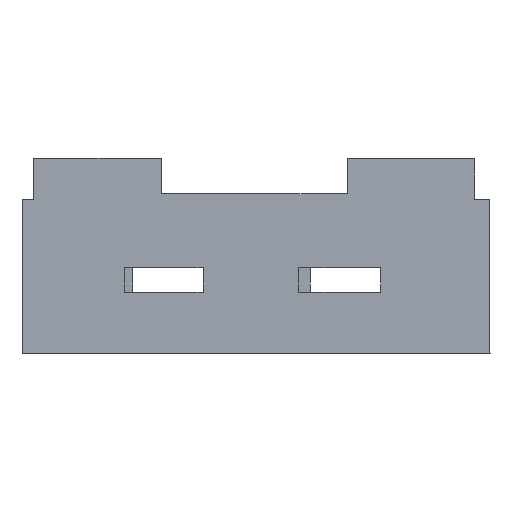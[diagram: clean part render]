
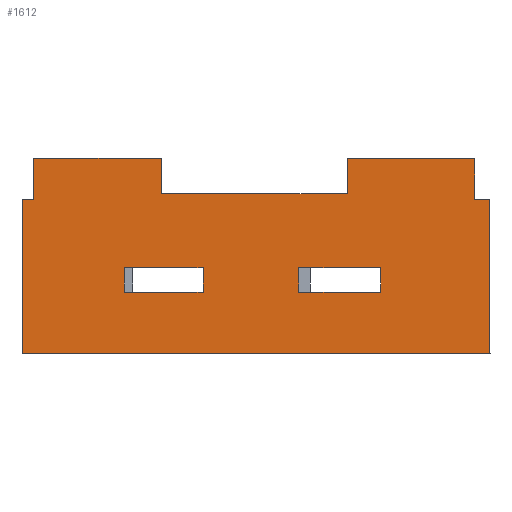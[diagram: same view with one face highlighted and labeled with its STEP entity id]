
A CAD part, left-side view. The second image highlights one B-rep face of the part: STEP entity #1612.
In plain terms, the highlighted planar face has unit normal (-1, 0, 0).
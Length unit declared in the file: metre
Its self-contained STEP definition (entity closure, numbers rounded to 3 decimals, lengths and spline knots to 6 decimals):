
#319=ORIENTED_EDGE('',*,*,#531,.T.);
#320=ORIENTED_EDGE('',*,*,#597,.F.);
#321=ORIENTED_EDGE('',*,*,#595,.F.);
#322=ORIENTED_EDGE('',*,*,#593,.T.);
#323=ORIENTED_EDGE('',*,*,#605,.T.);
#324=ORIENTED_EDGE('',*,*,#603,.F.);
#325=ORIENTED_EDGE('',*,*,#601,.T.);
#326=ORIENTED_EDGE('',*,*,#600,.T.);
#327=ORIENTED_EDGE('',*,*,#663,.F.);
#328=ORIENTED_EDGE('',*,*,#664,.T.);
#329=ORIENTED_EDGE('',*,*,#665,.F.);
#330=ORIENTED_EDGE('',*,*,#631,.F.);
#331=ORIENTED_EDGE('',*,*,#580,.F.);
#332=ORIENTED_EDGE('',*,*,#502,.F.);
#333=ORIENTED_EDGE('',*,*,#562,.T.);
#334=ORIENTED_EDGE('',*,*,#560,.F.);
#335=ORIENTED_EDGE('',*,*,#612,.T.);
#336=ORIENTED_EDGE('',*,*,#610,.T.);
#337=ORIENTED_EDGE('',*,*,#608,.T.);
#338=ORIENTED_EDGE('',*,*,#542,.F.);
#339=ORIENTED_EDGE('',*,*,#607,.F.);
#340=ORIENTED_EDGE('',*,*,#635,.T.);
#502=EDGE_CURVE('',#724,#725,#873,.T.);
#531=EDGE_CURVE('',#743,#744,#902,.T.);
#542=EDGE_CURVE('',#753,#754,#913,.T.);
#560=EDGE_CURVE('',#766,#767,#931,.T.);
#562=EDGE_CURVE('',#724,#767,#933,.T.);
#580=EDGE_CURVE('',#725,#777,#951,.T.);
#593=EDGE_CURVE('',#785,#743,#964,.T.);
#595=EDGE_CURVE('',#785,#786,#966,.T.);
#597=EDGE_CURVE('',#786,#744,#968,.T.);
#600=EDGE_CURVE('',#787,#788,#971,.T.);
#601=EDGE_CURVE('',#789,#787,#972,.T.);
#603=EDGE_CURVE('',#789,#790,#974,.T.);
#605=EDGE_CURVE('',#788,#790,#976,.T.);
#607=EDGE_CURVE('',#791,#753,#978,.T.);
#608=EDGE_CURVE('',#792,#754,#979,.T.);
#610=EDGE_CURVE('',#793,#792,#981,.T.);
#612=EDGE_CURVE('',#766,#793,#983,.T.);
#631=EDGE_CURVE('',#777,#800,#1002,.T.);
#635=EDGE_CURVE('',#791,#803,#1006,.T.);
#663=EDGE_CURVE('',#822,#803,#1034,.T.);
#664=EDGE_CURVE('',#822,#823,#1035,.T.);
#665=EDGE_CURVE('',#800,#823,#1036,.T.);
#724=VERTEX_POINT('',#2182);
#725=VERTEX_POINT('',#2184);
#743=VERTEX_POINT('',#2240);
#744=VERTEX_POINT('',#2241);
#753=VERTEX_POINT('',#2262);
#754=VERTEX_POINT('',#2264);
#766=VERTEX_POINT('',#2295);
#767=VERTEX_POINT('',#2297);
#777=VERTEX_POINT('',#2336);
#785=VERTEX_POINT('',#2362);
#786=VERTEX_POINT('',#2366);
#787=VERTEX_POINT('',#2372);
#788=VERTEX_POINT('',#2374);
#789=VERTEX_POINT('',#2378);
#790=VERTEX_POINT('',#2382);
#791=VERTEX_POINT('',#2388);
#792=VERTEX_POINT('',#2392);
#793=VERTEX_POINT('',#2396);
#800=VERTEX_POINT('',#2433);
#803=VERTEX_POINT('',#2439);
#822=VERTEX_POINT('',#2497);
#823=VERTEX_POINT('',#2499);
#873=LINE('',#2183,#1095);
#902=LINE('',#2239,#1124);
#913=LINE('',#2263,#1135);
#931=LINE('',#2296,#1153);
#933=LINE('',#2300,#1155);
#951=LINE('',#2335,#1173);
#964=LINE('',#2361,#1186);
#966=LINE('',#2365,#1188);
#968=LINE('',#2369,#1190);
#971=LINE('',#2375,#1193);
#972=LINE('',#2377,#1194);
#974=LINE('',#2381,#1196);
#976=LINE('',#2385,#1198);
#978=LINE('',#2389,#1200);
#979=LINE('',#2391,#1201);
#981=LINE('',#2395,#1203);
#983=LINE('',#2399,#1205);
#1002=LINE('',#2432,#1224);
#1006=LINE('',#2440,#1228);
#1034=LINE('',#2496,#1256);
#1035=LINE('',#2498,#1257);
#1036=LINE('',#2500,#1258);
#1095=VECTOR('',#1777,1.);
#1124=VECTOR('',#1824,1.);
#1135=VECTOR('',#1839,1.);
#1153=VECTOR('',#1861,1.);
#1155=VECTOR('',#1865,1.);
#1173=VECTOR('',#1899,1.);
#1186=VECTOR('',#1922,1.);
#1188=VECTOR('',#1926,1.);
#1190=VECTOR('',#1930,1.);
#1193=VECTOR('',#1935,1.);
#1194=VECTOR('',#1938,1.);
#1196=VECTOR('',#1942,1.);
#1198=VECTOR('',#1946,1.);
#1200=VECTOR('',#1950,1.);
#1201=VECTOR('',#1953,1.);
#1203=VECTOR('',#1957,1.);
#1205=VECTOR('',#1961,1.);
#1224=VECTOR('',#1996,1.);
#1228=VECTOR('',#2000,1.);
#1256=VECTOR('',#2048,1.);
#1257=VECTOR('',#2049,1.);
#1258=VECTOR('',#2050,1.);
#1345=EDGE_LOOP('',(#319,#320,#321,#322));
#1346=EDGE_LOOP('',(#323,#324,#325,#326));
#1347=EDGE_LOOP('',(#327,#328,#329,#330,#331,#332,#333,#334,#335,#336,#337,
#338,#339,#340));
#1442=FACE_BOUND('',#1345,.T.);
#1443=FACE_BOUND('',#1346,.T.);
#1444=FACE_BOUND('',#1347,.T.);
#1537=PLANE('',#1701);
#1612=ADVANCED_FACE('',(#1442,#1443,#1444),#1537,.T.);
#1701=AXIS2_PLACEMENT_3D('',#2495,#2046,#2047);
#1777=DIRECTION('',(0.,-1.,0.));
#1824=DIRECTION('',(0.,0.,1.));
#1839=DIRECTION('',(0.,-1.,0.));
#1861=DIRECTION('',(0.,-1.,0.));
#1865=DIRECTION('',(0.,0.,1.));
#1899=DIRECTION('',(0.,0.,-1.));
#1922=DIRECTION('',(0.,1.,0.));
#1926=DIRECTION('',(0.,0.,1.));
#1930=DIRECTION('',(0.,1.,0.));
#1935=DIRECTION('',(0.,0.,1.));
#1938=DIRECTION('',(0.,1.,0.));
#1942=DIRECTION('',(0.,0.,1.));
#1946=DIRECTION('',(0.,-1.,0.));
#1950=DIRECTION('',(0.,0.,1.));
#1953=DIRECTION('',(0.,0.,1.));
#1957=DIRECTION('',(0.,1.,0.));
#1961=DIRECTION('',(0.,0.,-1.));
#1996=DIRECTION('',(0.,-1.,0.));
#2000=DIRECTION('',(0.,1.,0.));
#2046=DIRECTION('',(-1.,0.,0.));
#2047=DIRECTION('',(0.,1.,0.));
#2048=DIRECTION('',(0.,0.,1.));
#2049=DIRECTION('',(0.,-1.,0.));
#2050=DIRECTION('',(0.,0.,-1.));
#2182=CARTESIAN_POINT('',(-0.0393,0.018859,-0.0604));
#2183=CARTESIAN_POINT('',(-0.0393,0.035,-0.0604));
#2184=CARTESIAN_POINT('',(-0.0393,0.01885,-0.0604));
#2239=CARTESIAN_POINT('',(-0.0393,0.04451,-0.0857));
#2240=CARTESIAN_POINT('',(-0.0393,0.04451,-0.0692));
#2241=CARTESIAN_POINT('',(-0.0393,0.04451,-0.0674));
#2262=CARTESIAN_POINT('',(-0.0393,0.05115,-0.0594));
#2263=CARTESIAN_POINT('',(-0.0393,0.023529,-0.0594));
#2264=CARTESIAN_POINT('',(-0.0393,0.0418,-0.0594));
#2295=CARTESIAN_POINT('',(-0.0393,0.0282,-0.0594));
#2296=CARTESIAN_POINT('',(-0.0393,0.023529,-0.0594));
#2297=CARTESIAN_POINT('',(-0.0393,0.018859,-0.0594));
#2300=CARTESIAN_POINT('',(-0.0393,0.018859,-0.0857));
#2335=CARTESIAN_POINT('',(-0.0393,0.01885,-0.0614));
#2336=CARTESIAN_POINT('',(-0.0393,0.01885,-0.0624));
#2361=CARTESIAN_POINT('',(-0.0393,0.0345,-0.0692));
#2362=CARTESIAN_POINT('',(-0.0393,0.03875,-0.0692));
#2365=CARTESIAN_POINT('',(-0.0393,0.03875,-0.0692));
#2366=CARTESIAN_POINT('',(-0.0393,0.03875,-0.0674));
#2369=CARTESIAN_POINT('',(-0.0393,0.02514,-0.0674));
#2372=CARTESIAN_POINT('',(-0.0393,0.03175,-0.0692));
#2374=CARTESIAN_POINT('',(-0.0393,0.03175,-0.0674));
#2375=CARTESIAN_POINT('',(-0.0393,0.03175,-0.0692));
#2377=CARTESIAN_POINT('',(-0.0393,0.0345,-0.0692));
#2378=CARTESIAN_POINT('',(-0.0393,0.02575,-0.0692));
#2381=CARTESIAN_POINT('',(-0.0393,0.02575,-0.0692));
#2382=CARTESIAN_POINT('',(-0.0393,0.02575,-0.0674));
#2385=CARTESIAN_POINT('',(-0.0393,0.034875,-0.0674));
#2388=CARTESIAN_POINT('',(-0.0393,0.05115,-0.0624));
#2389=CARTESIAN_POINT('',(-0.0393,0.05115,-0.0624));
#2391=CARTESIAN_POINT('',(-0.0393,0.0418,-0.0857));
#2392=CARTESIAN_POINT('',(-0.0393,0.0418,-0.062));
#2395=CARTESIAN_POINT('',(-0.0393,0.034875,-0.062));
#2396=CARTESIAN_POINT('',(-0.0393,0.0282,-0.062));
#2399=CARTESIAN_POINT('',(-0.0393,0.0282,-0.0857));
#2432=CARTESIAN_POINT('',(-0.0393,0.02175,-0.0624));
#2433=CARTESIAN_POINT('',(-0.0393,0.01775,-0.0624));
#2439=CARTESIAN_POINT('',(-0.0393,0.052,-0.0624));
#2440=CARTESIAN_POINT('',(-0.0393,0.0499,-0.0624));
#2495=CARTESIAN_POINT('',(-0.0393,0.034875,-0.0857));
#2496=CARTESIAN_POINT('',(-0.0393,0.052,-0.0722));
#2497=CARTESIAN_POINT('',(-0.0393,0.052,-0.0737));
#2498=CARTESIAN_POINT('',(-0.0393,0.034875,-0.0737));
#2499=CARTESIAN_POINT('',(-0.0393,0.01775,-0.0737));
#2500=CARTESIAN_POINT('',(-0.0393,0.01775,-0.0857));
